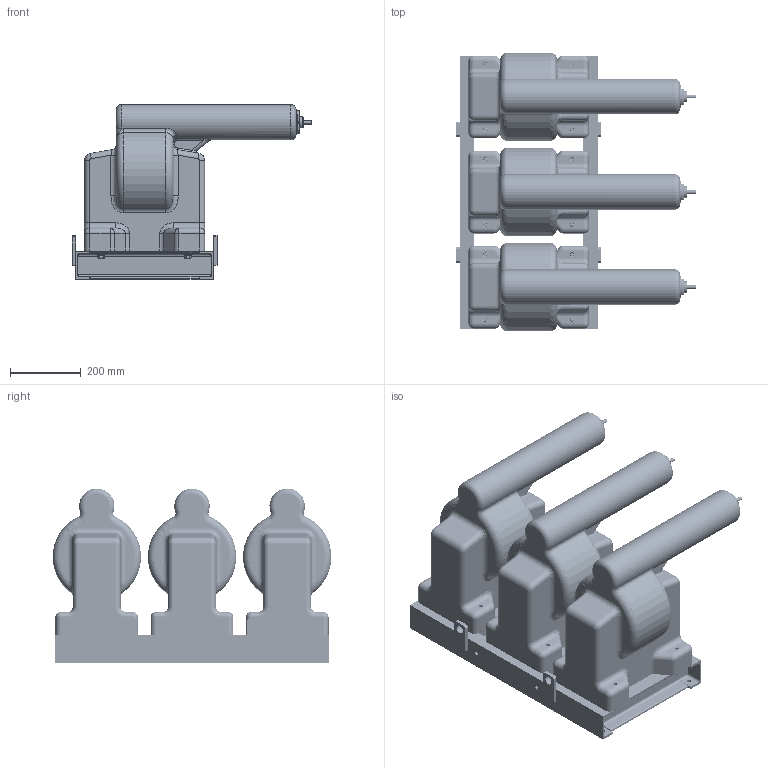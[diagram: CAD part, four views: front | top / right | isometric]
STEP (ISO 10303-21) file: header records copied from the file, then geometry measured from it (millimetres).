
FILE_DESCRIPTION(('STEP AP242'), '1');
FILE_NAME('ÀÄØÏ.1.757.010 ÍÀËÈ-ÝÊ-15(20) Ì8Ï 15-20êÂ', '', ('UNSPECIFIED'), ('UNSPECIFIED'), 'ASCON STEP Converter 1.6', 'ASCON Math Kernel', '');
FILE_SCHEMA(('AP242_MANAGED_MODEL_BASED_3D_ENGINEERING_MIM_LF { 1 0 10303 442 1 1 4 }'));
Length unit declared in the file: millimetre
Assembly tree (70 placements, depth 3):
  (unnamed)
    (unnamed)  x3
      (unnamed)
      (unnamed)
      (unnamed)
      (unnamed)
      (unnamed)
      (unnamed)
    (unnamed)  x6
      (unnamed)
    (unnamed)
      (unnamed)
    (unnamed)
      (unnamed)
    (unnamed)  x12
    (unnamed)  x12
    (unnamed)  x12
    (unnamed)  x4
Bounding box: 678 x 787.37 x 494 mm (x, y, z)
Volume: 68524818.8 mm3; surface area: 3224552.3 mm2
Topology: 96 solids, 96 shells, 4094 faces, 10518 edges, 6814 vertices
Faces by surface type: cylinder 1840, plane 1759, torus 195, cone 195, bspline 87, sphere 18
Full cylindrical faces by diameter (mm): 4 x6, 4.917 x6, 5 x48, 5.917 x21, 6 x6, 6.95 x21, 7 x6, 8 x48, 8.5 x1, 9 x12, 10 x45, 10.106 x12, 11 x2, 12 x12, 13 x16, 14 x12, 16 x60, 24 x48, 25 x7, 32 x3, 41.5 x3, 50 x3, 54.752 x3, 56 x3, 64 x6, 100 x3
Entity records: 52422 total; most frequent: CARTESIAN_POINT 13213, DIRECTION 6186, ORIENTED_EDGE 5748, EDGE_CURVE 2874, AXIS2_PLACEMENT_3D 2279, VERTEX_POINT 1937, LINE 1628, VECTOR 1628
